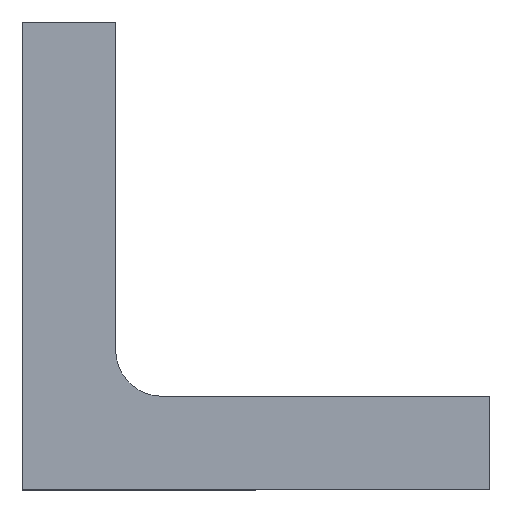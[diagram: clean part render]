
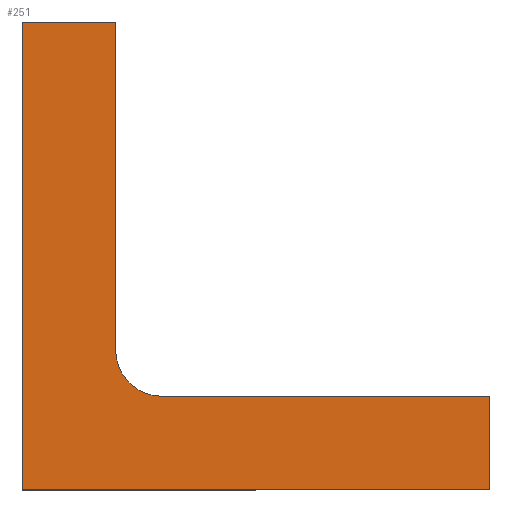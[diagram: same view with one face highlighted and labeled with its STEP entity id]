
A CAD part, top view. The second image highlights one B-rep face of the part: STEP entity #251.
In plain terms, the highlighted planar face has unit normal (0, 0, 1).
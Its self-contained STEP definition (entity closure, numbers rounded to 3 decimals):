
#2 = AXIS2_PLACEMENT_3D ( 'NONE', #91, #192, #280 ) ;
#3 = PLANE ( 'NONE',  #60 ) ;
#4 = VERTEX_POINT ( 'NONE', #242 ) ;
#10 = CARTESIAN_POINT ( 'NONE',  ( 0., 100., 10. ) ) ;
#15 = CARTESIAN_POINT ( 'NONE',  ( 30., 20., 10. ) ) ;
#27 = EDGE_CURVE ( 'NONE', #4, #104, #41, .T. ) ;
#34 = LINE ( 'NONE', #176, #44 ) ;
#38 = CARTESIAN_POINT ( 'NONE',  ( 0., 0., 10. ) ) ;
#41 = LINE ( 'NONE', #111, #83 ) ;
#44 = VECTOR ( 'NONE', #237, 1000. ) ;
#51 = DIRECTION ( 'NONE',  ( -1., 0., 0. ) ) ;
#60 = AXIS2_PLACEMENT_3D ( 'NONE', #271, #123, #51 ) ;
#73 = LINE ( 'NONE', #75, #135 ) ;
#74 = ORIENTED_EDGE ( 'NONE', *, *, #201, .F. ) ;
#75 = CARTESIAN_POINT ( 'NONE',  ( 20., 100., 10. ) ) ;
#77 = VERTEX_POINT ( 'NONE', #208 ) ;
#83 = VECTOR ( 'NONE', #293, 1000. ) ;
#91 = CARTESIAN_POINT ( 'NONE',  ( 30., 30., 10. ) ) ;
#98 = LINE ( 'NONE', #269, #241 ) ;
#102 = ORIENTED_EDGE ( 'NONE', *, *, #27, .F. ) ;
#103 = DIRECTION ( 'NONE',  ( 0., -1., 0. ) ) ;
#104 = VERTEX_POINT ( 'NONE', #38 ) ;
#111 = CARTESIAN_POINT ( 'NONE',  ( 100., 0., 10. ) ) ;
#123 = DIRECTION ( 'NONE',  ( 0., 0., -1. ) ) ;
#125 = ORIENTED_EDGE ( 'NONE', *, *, #199, .F. ) ;
#126 = CARTESIAN_POINT ( 'NONE',  ( 0., 100., 10. ) ) ;
#130 = ORIENTED_EDGE ( 'NONE', *, *, #168, .T. ) ;
#131 = DIRECTION ( 'NONE',  ( 1., 0., 0. ) ) ;
#135 = VECTOR ( 'NONE', #137, 1000. ) ;
#137 = DIRECTION ( 'NONE',  ( 0., -1., 0. ) ) ;
#146 = VERTEX_POINT ( 'NONE', #15 ) ;
#147 = LINE ( 'NONE', #10, #223 ) ;
#149 = ORIENTED_EDGE ( 'NONE', *, *, #256, .F. ) ;
#154 = VERTEX_POINT ( 'NONE', #273 ) ;
#156 = CIRCLE ( 'NONE', #2, 10. ) ;
#157 = EDGE_LOOP ( 'NONE', ( #102, #282, #74, #130, #264, #149, #125 ) ) ;
#168 = EDGE_CURVE ( 'NONE', #146, #77, #156, .T. ) ;
#175 = VERTEX_POINT ( 'NONE', #235 ) ;
#176 = CARTESIAN_POINT ( 'NONE',  ( 20., 20., 10. ) ) ;
#192 = DIRECTION ( 'NONE',  ( 0., 0., -1. ) ) ;
#199 = EDGE_CURVE ( 'NONE', #104, #268, #98, .T. ) ;
#201 = EDGE_CURVE ( 'NONE', #146, #175, #34, .T. ) ;
#208 = CARTESIAN_POINT ( 'NONE',  ( 20., 30., 10. ) ) ;
#220 = CARTESIAN_POINT ( 'NONE',  ( 100., 20., 10. ) ) ;
#223 = VECTOR ( 'NONE', #131, 1000. ) ;
#225 = LINE ( 'NONE', #220, #249 ) ;
#235 = CARTESIAN_POINT ( 'NONE',  ( 100., 20., 10. ) ) ;
#237 = DIRECTION ( 'NONE',  ( 1., 0., 0. ) ) ;
#241 = VECTOR ( 'NONE', #247, 1000. ) ;
#242 = CARTESIAN_POINT ( 'NONE',  ( 100., 0., 10. ) ) ;
#245 = FACE_OUTER_BOUND ( 'NONE', #157, .T. ) ;
#247 = DIRECTION ( 'NONE',  ( 0., 1., 0. ) ) ;
#249 = VECTOR ( 'NONE', #103, 1000. ) ;
#251 = ADVANCED_FACE ( 'NONE', ( #245 ), #3, .F. ) ;
#256 = EDGE_CURVE ( 'NONE', #268, #154, #147, .T. ) ;
#264 = ORIENTED_EDGE ( 'NONE', *, *, #295, .F. ) ;
#268 = VERTEX_POINT ( 'NONE', #126 ) ;
#269 = CARTESIAN_POINT ( 'NONE',  ( 0., 0., 10. ) ) ;
#271 = CARTESIAN_POINT ( 'NONE',  ( 0., 0., 10. ) ) ;
#273 = CARTESIAN_POINT ( 'NONE',  ( 20., 100., 10. ) ) ;
#279 = EDGE_CURVE ( 'NONE', #175, #4, #225, .T. ) ;
#280 = DIRECTION ( 'NONE',  ( -1., 0., 0. ) ) ;
#282 = ORIENTED_EDGE ( 'NONE', *, *, #279, .F. ) ;
#293 = DIRECTION ( 'NONE',  ( -1., 0., 0. ) ) ;
#295 = EDGE_CURVE ( 'NONE', #154, #77, #73, .T. ) ;
